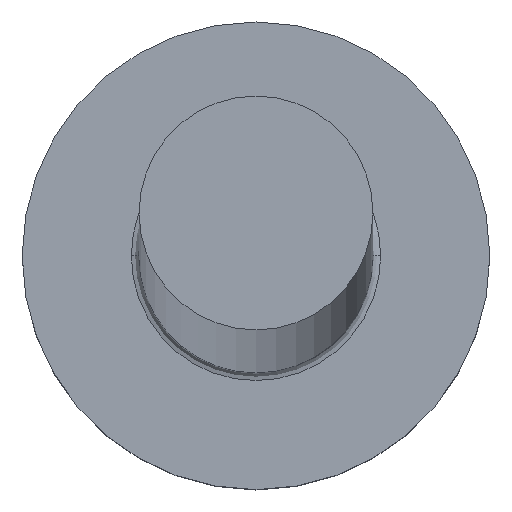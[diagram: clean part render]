
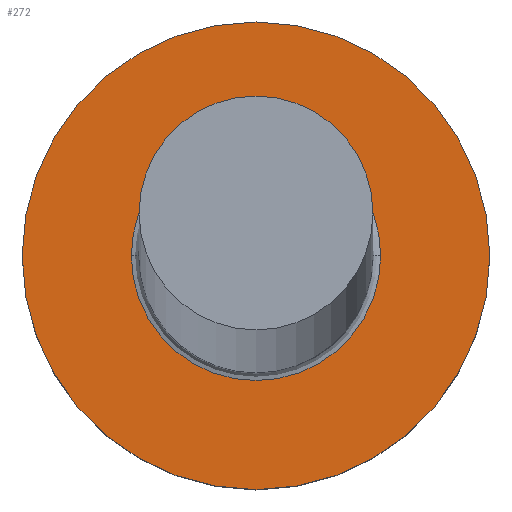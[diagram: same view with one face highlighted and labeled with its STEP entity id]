
A CAD part, top view. The second image highlights one B-rep face of the part: STEP entity #272.
In plain terms, the highlighted planar face has unit normal (0, 0, 1).
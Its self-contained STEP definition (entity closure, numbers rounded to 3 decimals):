
#3 = CARTESIAN_POINT ( 'NONE',  ( -6., 0., 5. ) ) ;
#14 = VERTEX_POINT ( 'NONE', #243 ) ;
#21 = CARTESIAN_POINT ( 'NONE',  ( 0., 0., 5. ) ) ;
#29 = EDGE_CURVE ( 'NONE', #14, #129, #132, .T. ) ;
#33 = ORIENTED_EDGE ( 'NONE', *, *, #182, .T. ) ;
#34 = VERTEX_POINT ( 'NONE', #266 ) ;
#49 = CARTESIAN_POINT ( 'NONE',  ( 0., 0., 5. ) ) ;
#50 = AXIS2_PLACEMENT_3D ( 'NONE', #49, #79, #242 ) ;
#53 = DIRECTION ( 'NONE',  ( 0., 0., 1. ) ) ;
#54 = DIRECTION ( 'NONE',  ( 1., 0., 0. ) ) ;
#78 = FACE_BOUND ( 'NONE', #127, .T. ) ;
#79 = DIRECTION ( 'NONE',  ( 0., 0., 1. ) ) ;
#80 = CIRCLE ( 'NONE', #84, 6. ) ;
#82 = CARTESIAN_POINT ( 'NONE',  ( 0., 0., 5. ) ) ;
#84 = AXIS2_PLACEMENT_3D ( 'NONE', #21, #239, #256 ) ;
#87 = DIRECTION ( 'NONE',  ( 0., 0., -1. ) ) ;
#91 = AXIS2_PLACEMENT_3D ( 'NONE', #143, #53, #54 ) ;
#102 = DIRECTION ( 'NONE',  ( 1., 0., 0. ) ) ;
#107 = DIRECTION ( 'NONE',  ( 1., 0., 0. ) ) ;
#126 = AXIS2_PLACEMENT_3D ( 'NONE', #306, #260, #102 ) ;
#127 = EDGE_LOOP ( 'NONE', ( #203, #198 ) ) ;
#129 = VERTEX_POINT ( 'NONE', #191 ) ;
#132 = CIRCLE ( 'NONE', #173, 3.2 ) ;
#143 = CARTESIAN_POINT ( 'NONE',  ( 0., 0., 5. ) ) ;
#152 = CIRCLE ( 'NONE', #126, 3.2 ) ;
#173 = AXIS2_PLACEMENT_3D ( 'NONE', #82, #87, #107 ) ;
#182 = EDGE_CURVE ( 'NONE', #34, #271, #80, .T. ) ;
#191 = CARTESIAN_POINT ( 'NONE',  ( -3.2, 0., 5. ) ) ;
#198 = ORIENTED_EDGE ( 'NONE', *, *, #286, .T. ) ;
#203 = ORIENTED_EDGE ( 'NONE', *, *, #29, .T. ) ;
#212 = PLANE ( 'NONE',  #50 ) ;
#215 = CIRCLE ( 'NONE', #91, 6. ) ;
#217 = ORIENTED_EDGE ( 'NONE', *, *, #275, .T. ) ;
#219 = EDGE_LOOP ( 'NONE', ( #217, #33 ) ) ;
#239 = DIRECTION ( 'NONE',  ( 0., 0., 1. ) ) ;
#242 = DIRECTION ( 'NONE',  ( 1., 0., 0. ) ) ;
#243 = CARTESIAN_POINT ( 'NONE',  ( 3.2, 0., 5. ) ) ;
#256 = DIRECTION ( 'NONE',  ( 1., 0., 0. ) ) ;
#257 = FACE_OUTER_BOUND ( 'NONE', #219, .T. ) ;
#260 = DIRECTION ( 'NONE',  ( 0., 0., -1. ) ) ;
#266 = CARTESIAN_POINT ( 'NONE',  ( 6., 0., 5. ) ) ;
#271 = VERTEX_POINT ( 'NONE', #3 ) ;
#272 = ADVANCED_FACE ( 'NONE', ( #78, #257 ), #212, .T. ) ;
#275 = EDGE_CURVE ( 'NONE', #271, #34, #215, .T. ) ;
#286 = EDGE_CURVE ( 'NONE', #129, #14, #152, .T. ) ;
#306 = CARTESIAN_POINT ( 'NONE',  ( 0., 0., 5. ) ) ;
